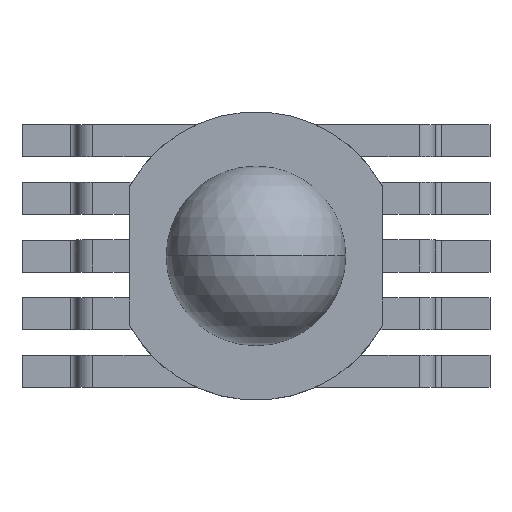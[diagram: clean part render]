
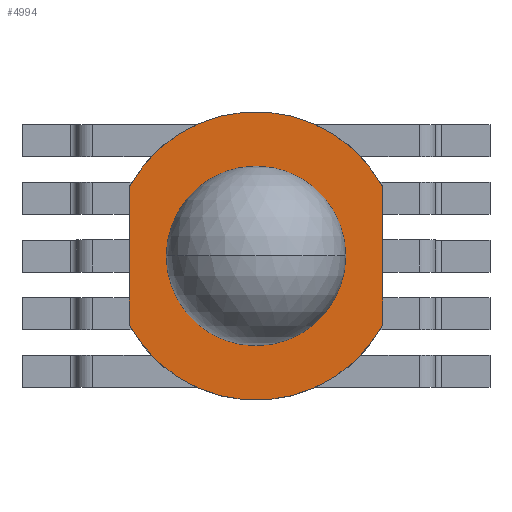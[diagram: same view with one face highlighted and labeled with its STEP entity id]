
A CAD part, top view. The second image highlights one B-rep face of the part: STEP entity #4994.
In plain terms, the highlighted planar face has unit normal (0, 0, 1).
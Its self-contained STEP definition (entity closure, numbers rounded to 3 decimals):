
#41 = EDGE_CURVE ( 'NONE', #6290, #1234, #1065, .T. ) ;
#61 = EDGE_CURVE ( 'NONE', #412, #6040, #3239, .T. ) ;
#171 = DIRECTION ( 'NONE',  ( 0., -1., 0. ) ) ;
#202 = EDGE_CURVE ( 'NONE', #6040, #412, #3578, .T. ) ;
#204 = CARTESIAN_POINT ( 'NONE',  ( 0., 0., 2.4 ) ) ;
#207 = CARTESIAN_POINT ( 'NONE',  ( -2.8, 0., 2.4 ) ) ;
#412 = VERTEX_POINT ( 'NONE', #3562 ) ;
#526 = CARTESIAN_POINT ( 'NONE',  ( 3.95, -2.156, 2.4 ) ) ;
#665 = CARTESIAN_POINT ( 'NONE',  ( -3.95, 2.156, 2.4 ) ) ;
#715 = EDGE_LOOP ( 'NONE', ( #5617, #4132 ) ) ;
#719 = CIRCLE ( 'NONE', #1150, 4.5 ) ;
#1026 = ORIENTED_EDGE ( 'NONE', *, *, #4484, .T. ) ;
#1065 = LINE ( 'NONE', #1592, #1559 ) ;
#1145 = LINE ( 'NONE', #665, #1871 ) ;
#1150 = AXIS2_PLACEMENT_3D ( 'NONE', #2236, #3678, #4753 ) ;
#1234 = VERTEX_POINT ( 'NONE', #5721 ) ;
#1519 = DIRECTION ( 'NONE',  ( -1., 0., 0. ) ) ;
#1559 = VECTOR ( 'NONE', #5147, 1000. ) ;
#1592 = CARTESIAN_POINT ( 'NONE',  ( 3.95, 2.156, 2.4 ) ) ;
#1702 = ORIENTED_EDGE ( 'NONE', *, *, #41, .T. ) ;
#1866 = DIRECTION ( 'NONE',  ( 0., 0., -1. ) ) ;
#1871 = VECTOR ( 'NONE', #171, 1000. ) ;
#1926 = ORIENTED_EDGE ( 'NONE', *, *, #2513, .T. ) ;
#1954 = AXIS2_PLACEMENT_3D ( 'NONE', #3214, #5223, #3778 ) ;
#2236 = CARTESIAN_POINT ( 'NONE',  ( 0., 0., 2.4 ) ) ;
#2313 = ORIENTED_EDGE ( 'NONE', *, *, #5718, .T. ) ;
#2513 = EDGE_CURVE ( 'NONE', #5282, #6290, #719, .T. ) ;
#2959 = FACE_OUTER_BOUND ( 'NONE', #6441, .T. ) ;
#3039 = AXIS2_PLACEMENT_3D ( 'NONE', #6314, #4770, #5803 ) ;
#3145 = CARTESIAN_POINT ( 'NONE',  ( -3.95, 2.156, 2.4 ) ) ;
#3214 = CARTESIAN_POINT ( 'NONE',  ( 0., 0., 2.4 ) ) ;
#3239 = CIRCLE ( 'NONE', #3869, 2.8 ) ;
#3562 = CARTESIAN_POINT ( 'NONE',  ( 2.8, 0., 2.4 ) ) ;
#3578 = CIRCLE ( 'NONE', #3039, 2.8 ) ;
#3647 = AXIS2_PLACEMENT_3D ( 'NONE', #204, #1866, #5844 ) ;
#3678 = DIRECTION ( 'NONE',  ( 0., 0., 1. ) ) ;
#3778 = DIRECTION ( 'NONE',  ( 1., 0., 0. ) ) ;
#3869 = AXIS2_PLACEMENT_3D ( 'NONE', #4129, #5508, #1519 ) ;
#4129 = CARTESIAN_POINT ( 'NONE',  ( 0., 0., 2.4 ) ) ;
#4132 = ORIENTED_EDGE ( 'NONE', *, *, #202, .F. ) ;
#4484 = EDGE_CURVE ( 'NONE', #6015, #5282, #1145, .T. ) ;
#4753 = DIRECTION ( 'NONE',  ( -1., 0., 0. ) ) ;
#4770 = DIRECTION ( 'NONE',  ( 0., 0., 1. ) ) ;
#4814 = CIRCLE ( 'NONE', #1954, 4.5 ) ;
#4988 = CARTESIAN_POINT ( 'NONE',  ( -3.95, -2.156, 2.4 ) ) ;
#4994 = ADVANCED_FACE ( 'NONE', ( #5507, #2959 ), #6325, .F. ) ;
#5147 = DIRECTION ( 'NONE',  ( 0., 1., 0. ) ) ;
#5223 = DIRECTION ( 'NONE',  ( 0., 0., 1. ) ) ;
#5282 = VERTEX_POINT ( 'NONE', #4988 ) ;
#5507 = FACE_BOUND ( 'NONE', #715, .T. ) ;
#5508 = DIRECTION ( 'NONE',  ( 0., 0., 1. ) ) ;
#5617 = ORIENTED_EDGE ( 'NONE', *, *, #61, .F. ) ;
#5718 = EDGE_CURVE ( 'NONE', #1234, #6015, #4814, .T. ) ;
#5721 = CARTESIAN_POINT ( 'NONE',  ( 3.95, 2.156, 2.4 ) ) ;
#5803 = DIRECTION ( 'NONE',  ( -1., 0., 0. ) ) ;
#5844 = DIRECTION ( 'NONE',  ( -1., 0., 0. ) ) ;
#6015 = VERTEX_POINT ( 'NONE', #3145 ) ;
#6040 = VERTEX_POINT ( 'NONE', #207 ) ;
#6290 = VERTEX_POINT ( 'NONE', #526 ) ;
#6314 = CARTESIAN_POINT ( 'NONE',  ( 0., 0., 2.4 ) ) ;
#6325 = PLANE ( 'NONE',  #3647 ) ;
#6441 = EDGE_LOOP ( 'NONE', ( #1926, #1702, #2313, #1026 ) ) ;
